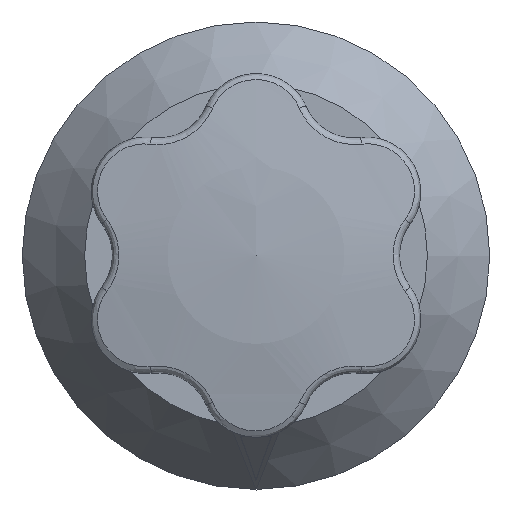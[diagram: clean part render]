
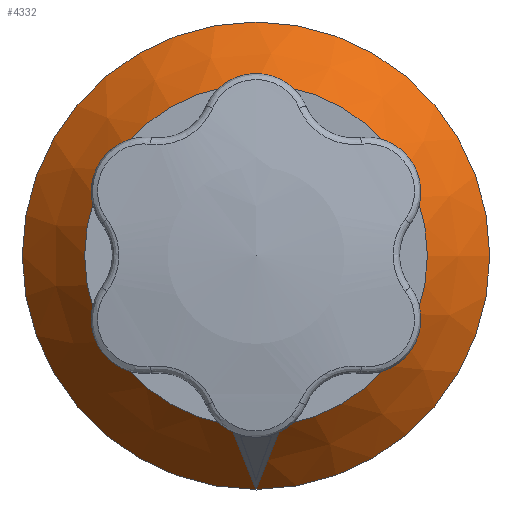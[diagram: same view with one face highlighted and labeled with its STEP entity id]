
A CAD part, top view. The second image highlights one B-rep face of the part: STEP entity #4332.
In plain terms, the highlighted conical face has half-angle 38.66 degrees and reference radius 45 mm.
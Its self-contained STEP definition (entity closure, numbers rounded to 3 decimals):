
#20=ELLIPSE('',#4571,29917.091,69.228);
#21=ELLIPSE('',#4573,29917.091,69.228);
#22=ELLIPSE('',#4576,119.059,71.435);
#33=CONICAL_SURFACE('',#4581,45.,0.675);
#181=B_SPLINE_CURVE_WITH_KNOTS('',3,(#7231,#7232,#7233,#7234),
 .UNSPECIFIED.,.F.,.F.,(4,4),(0.,0.017),
 .UNSPECIFIED.);
#182=B_SPLINE_CURVE_WITH_KNOTS('',3,(#7244,#7245,#7246,#7247),
 .UNSPECIFIED.,.F.,.F.,(4,4),(0.,0.017),.UNSPECIFIED.);
#363=CIRCLE('',#4582,45.);
#364=CIRCLE('',#4583,33.);
#889=ORIENTED_EDGE('',*,*,#1562,.T.);
#890=ORIENTED_EDGE('',*,*,#1563,.F.);
#891=ORIENTED_EDGE('',*,*,#1558,.F.);
#892=ORIENTED_EDGE('',*,*,#1548,.T.);
#893=ORIENTED_EDGE('',*,*,#1555,.F.);
#894=ORIENTED_EDGE('',*,*,#1545,.T.);
#895=ORIENTED_EDGE('',*,*,#1552,.F.);
#1545=EDGE_CURVE('',#1908,#1909,#20,.T.);
#1548=EDGE_CURVE('',#1911,#1912,#21,.T.);
#1552=EDGE_CURVE('',#1914,#1909,#181,.T.);
#1555=EDGE_CURVE('',#1908,#1912,#22,.T.);
#1558=EDGE_CURVE('',#1911,#1914,#182,.T.);
#1562=EDGE_CURVE('',#1920,#1920,#363,.T.);
#1563=EDGE_CURVE('',#1921,#1921,#364,.T.);
#1908=VERTEX_POINT('',#7215);
#1909=VERTEX_POINT('',#7216);
#1911=VERTEX_POINT('',#7222);
#1912=VERTEX_POINT('',#7223);
#1914=VERTEX_POINT('',#7229);
#1920=VERTEX_POINT('',#7256);
#1921=VERTEX_POINT('',#7258);
#2494=EDGE_LOOP('',(#889));
#2495=EDGE_LOOP('',(#890));
#2496=EDGE_LOOP('',(#891,#892,#893,#894,#895));
#2725=FACE_BOUND('',#2494,.T.);
#2726=FACE_BOUND('',#2495,.T.);
#2727=FACE_BOUND('',#2496,.T.);
#4332=ADVANCED_FACE('',(#2725,#2726,#2727),#33,.T.);
#4571=AXIS2_PLACEMENT_3D('',#7214,#5075,#5076);
#4573=AXIS2_PLACEMENT_3D('',#7221,#5081,#5082);
#4576=AXIS2_PLACEMENT_3D('',#7239,#5092,#5093);
#4581=AXIS2_PLACEMENT_3D('',#7254,#5105,#5106);
#4582=AXIS2_PLACEMENT_3D('',#7255,#5107,#5108);
#4583=AXIS2_PLACEMENT_3D('',#7257,#5109,#5110);
#5075=DIRECTION('',(0.,0.781,-0.625));
#5076=DIRECTION('',(0.,-0.625,-0.781));
#5081=DIRECTION('',(0.,0.781,-0.625));
#5082=DIRECTION('',(0.,-0.625,-0.781));
#5092=DIRECTION('',(0.,-0.625,-0.781));
#5093=DIRECTION('',(0.,0.781,-0.625));
#5105=DIRECTION('',(0.,0.,-1.));
#5106=DIRECTION('',(-1.,0.,0.));
#5107=DIRECTION('',(0.,0.,1.));
#5108=DIRECTION('',(1.,0.,0.));
#5109=DIRECTION('',(0.,0.,1.));
#5110=DIRECTION('',(1.,0.,0.));
#7214=CARTESIAN_POINT('',(0.,-18689.009,-23320.171));
#7215=CARTESIAN_POINT('',(4.139,-33.312,-0.711));
#7216=CARTESIAN_POINT('',(4.187,-34.093,-1.687));
#7221=CARTESIAN_POINT('',(0.,-18689.009,-23320.171));
#7222=CARTESIAN_POINT('',(-4.187,-34.093,-1.687));
#7223=CARTESIAN_POINT('',(-4.139,-33.312,-0.711));
#7229=CARTESIAN_POINT('',(0.,-44.713,-14.641));
#7231=CARTESIAN_POINT('',(0.,-44.713,-14.641));
#7232=CARTESIAN_POINT('',(1.396,-41.225,-10.281));
#7233=CARTESIAN_POINT('',(2.792,-37.701,-5.95));
#7234=CARTESIAN_POINT('',(4.187,-34.093,-1.687));
#7239=CARTESIAN_POINT('',(0.,59.501,-74.962));
#7244=CARTESIAN_POINT('',(-4.187,-34.093,-1.687));
#7245=CARTESIAN_POINT('',(-2.792,-37.701,-5.95));
#7246=CARTESIAN_POINT('',(-1.396,-41.225,-10.281));
#7247=CARTESIAN_POINT('',(0.,-44.713,-14.641));
#7254=CARTESIAN_POINT('',(0.,0.,-15.));
#7255=CARTESIAN_POINT('',(0.,0.,-15.));
#7256=CARTESIAN_POINT('',(45.,0.,-15.));
#7257=CARTESIAN_POINT('',(0.,0.,0.));
#7258=CARTESIAN_POINT('',(33.,0.,0.));
